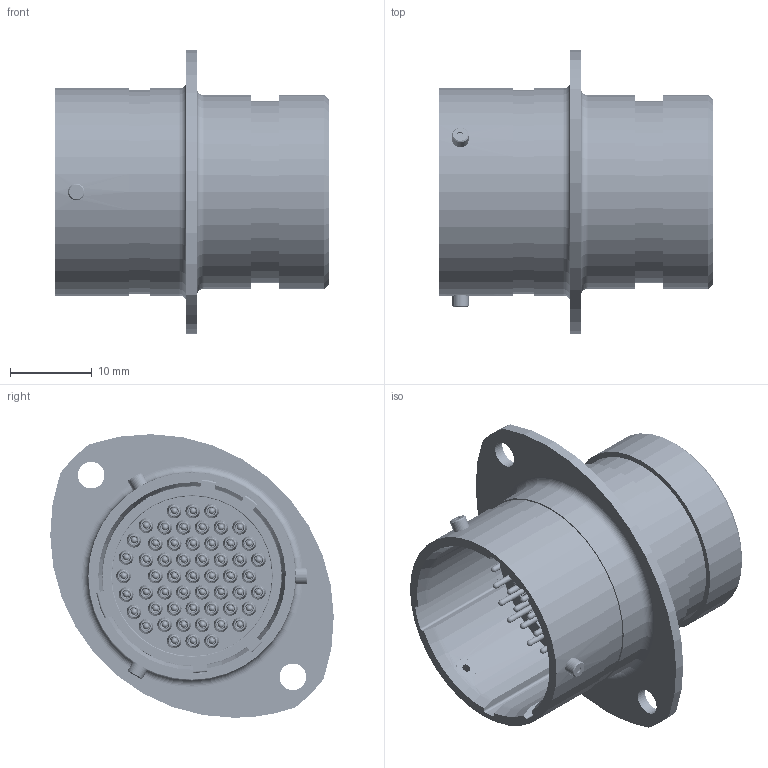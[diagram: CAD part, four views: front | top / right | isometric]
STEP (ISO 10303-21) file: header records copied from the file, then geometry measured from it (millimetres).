
FILE_DESCRIPTION (( 'STEP AP214' ), '1' );
FILE_NAME ('AS016-35PA.STEP', '2017-08-02T15:44:00', ( '' ), ( '' ), 'SwSTEP 2.0', 'SolidWorks 2015', '' );
FILE_SCHEMA (( 'AUTOMOTIVE_DESIGN' ));
Length unit declared in the file: inch
Products named in the file (1): AS016-35PA
Bounding box: 33.31 x 34.6 x 34.6 mm (x, y, z)
Volume: 8564.7 mm3; surface area: 12490.2 mm2
Topology: 4 solids, 64 shells, 4936 faces, 9936 edges, 5685 vertices
Faces by surface type: torus 1894, cylinder 1526, cone 790, plane 714, sphere 12
Entity records: 191681 total; most frequent: DIRECTION 27317, CARTESIAN_POINT 20810, ORIENTED_EDGE 19860, AXIS2_PLACEMENT_3D 12488, EDGE_CURVE 9930, CIRCLE 7551, VERTEX_POINT 5685, EDGE_LOOP 5621
